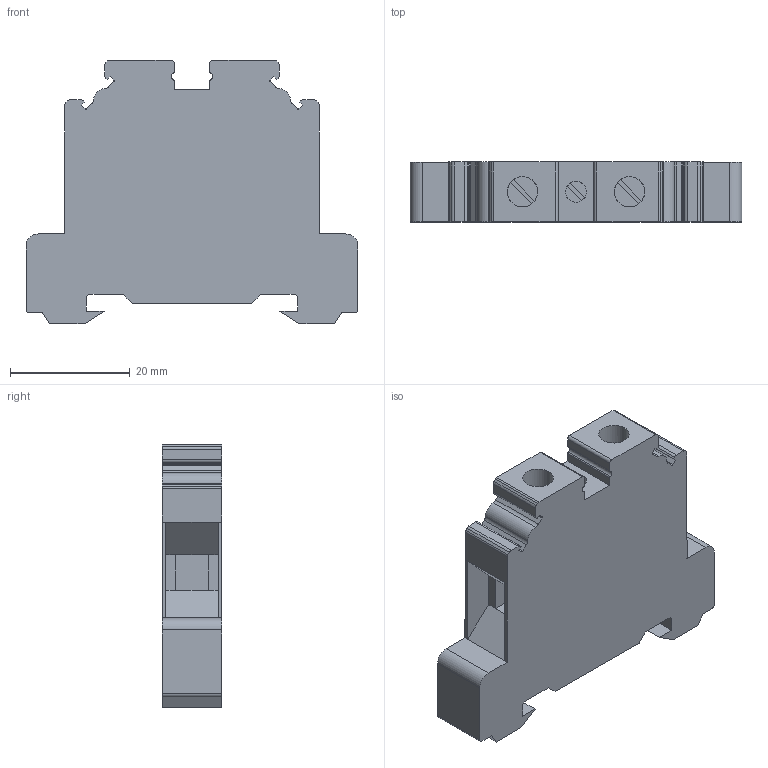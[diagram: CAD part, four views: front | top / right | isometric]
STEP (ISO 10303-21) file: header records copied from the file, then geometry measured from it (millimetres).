
FILE_DESCRIPTION (( 'STEP AP214' ), '1' );
FILE_NAME ('CTS10-PEN - step new.STEP', '2023-10-17T07:38:02', ( '' ), ( '' ), 'SwSTEP 2.0', 'SolidWorks 2022', '' );
FILE_SCHEMA (( 'AUTOMOTIVE_DESIGN' ));
Length unit declared in the file: millimetre
Products named in the file (1): CTS10-PEN - step new
Bounding box: 55.5 x 10 x 44.15 mm (x, y, z)
Volume: 15931.4 mm3; surface area: 7036.6 mm2
Topology: 1 solids, 1 shells, 152 faces, 413 edges, 266 vertices
Faces by surface type: plane 111, cylinder 41
Full cylindrical faces by diameter (mm): 3.5 x1, 5.1 x2
Entity records: 4736 total; most frequent: CARTESIAN_POINT 823, ORIENTED_EDGE 814, DIRECTION 804, EDGE_CURVE 407, VECTOR 316, LINE 316, VERTEX_POINT 263, AXIS2_PLACEMENT_3D 244
